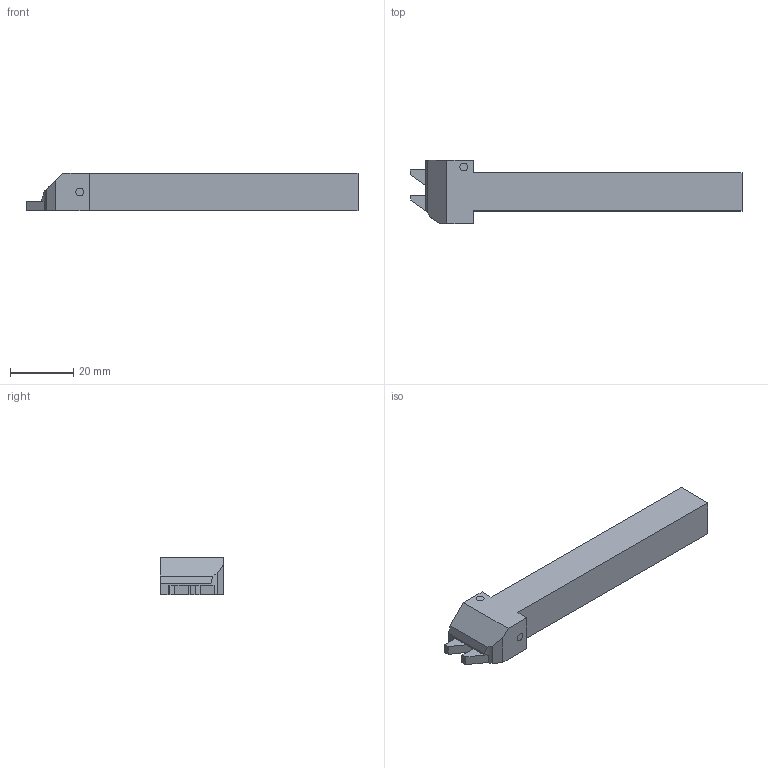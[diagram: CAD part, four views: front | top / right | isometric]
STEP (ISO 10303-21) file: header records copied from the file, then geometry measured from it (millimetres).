
FILE_DESCRIPTION (( 'STEP AP214' ), '1' );
FILE_NAME ('CUT-695-14.STEP', '2017-05-02T07:44:42', ( '' ), ( '' ), 'SwSTEP 2.0', 'SolidWorks 2016', '' );
FILE_SCHEMA (( 'AUTOMOTIVE_DESIGN' ));
Length unit declared in the file: millimetre
Products named in the file (1): CUT-695-14
Bounding box: 105 x 20 x 12 mm (x, y, z)
Volume: 15360.1 mm3; surface area: 5611.4 mm2
Topology: 1 solids, 1 shells, 91 faces, 254 edges, 171 vertices
Faces by surface type: plane 82, cylinder 9
Entity records: 3401 total; most frequent: CARTESIAN_POINT 523, ORIENTED_EDGE 508, DIRECTION 506, EDGE_CURVE 254, VECTOR 182, LINE 182, VERTEX_POINT 171, AXIS2_PLACEMENT_3D 162
